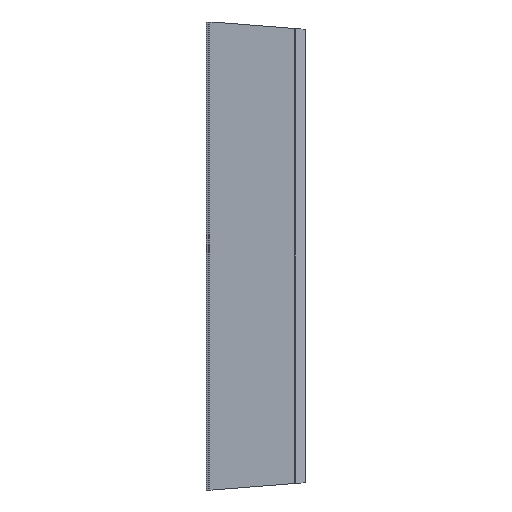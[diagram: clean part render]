
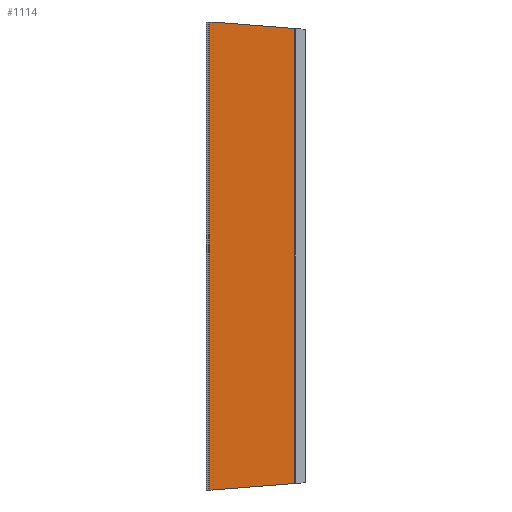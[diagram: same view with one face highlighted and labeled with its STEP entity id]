
A CAD part, front view. The second image highlights one B-rep face of the part: STEP entity #1114.
In plain terms, the highlighted free-form (B-spline) face has degree [1, 1] with [2, 2] control points.
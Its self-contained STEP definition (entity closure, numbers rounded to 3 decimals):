
#26 = VERTEX_POINT ( 'NONE', #488 ) ;
#153 = ORIENTED_EDGE ( 'NONE', *, *, #1517, .T. ) ;
#168 = VERTEX_POINT ( 'NONE', #393 ) ;
#175 = EDGE_CURVE ( 'NONE', #26, #750, #1230, .T. ) ;
#196 = FACE_OUTER_BOUND ( 'NONE', #764, .T. ) ;
#206 = CARTESIAN_POINT ( 'NONE',  ( 247.248, 140.996, 2308. ) ) ;
#210 = EDGE_CURVE ( 'NONE', #1409, #1040, #559, .T. ) ;
#281 = B_SPLINE_CURVE_WITH_KNOTS ( 'NONE', 1,
 ( #1178, #1076 ),
 .UNSPECIFIED., .F., .F.,
 ( 2, 2 ),
 ( 0., 1. ),
 .UNSPECIFIED. ) ;
#354 = CARTESIAN_POINT ( 'NONE',  ( 247.248, 140.996, 0. ) ) ;
#360 = EDGE_CURVE ( 'NONE', #750, #1222, #518, .T. ) ;
#373 = EDGE_CURVE ( 'NONE', #168, #26, #375, .T. ) ;
#375 = B_SPLINE_CURVE_WITH_KNOTS ( 'NONE', 3,
 ( #1254, #1497, #1240, #1356 ),
 .UNSPECIFIED., .F., .F.,
 ( 4, 4 ),
 ( 0., 1. ),
 .UNSPECIFIED. ) ;
#385 = CARTESIAN_POINT ( 'NONE',  ( 667.272, 140.996, 31.929 ) ) ;
#393 = CARTESIAN_POINT ( 'NONE',  ( 667.272, 140.996, 2276.071 ) ) ;
#444 = CARTESIAN_POINT ( 'NONE',  ( 667.272, 140.996, 31.929 ) ) ;
#456 = CARTESIAN_POINT ( 'NONE',  ( 261.578, 140.996, 0. ) ) ;
#488 = CARTESIAN_POINT ( 'NONE',  ( 261.578, 140.996, 2308. ) ) ;
#518 = B_SPLINE_CURVE_WITH_KNOTS ( 'NONE', 1,
 ( #546, #841 ),
 .UNSPECIFIED., .F., .F.,
 ( 2, 2 ),
 ( 0., 1. ),
 .UNSPECIFIED. ) ;
#546 = CARTESIAN_POINT ( 'NONE',  ( 247.248, 140.996, 2308. ) ) ;
#559 = B_SPLINE_CURVE_WITH_KNOTS ( 'NONE', 3,
 ( #652, #564, #794, #444 ),
 .UNSPECIFIED., .F., .F.,
 ( 4, 4 ),
 ( 0., 1. ),
 .UNSPECIFIED. ) ;
#564 = CARTESIAN_POINT ( 'NONE',  ( 396.81, 140.996, 10.643 ) ) ;
#566 = ORIENTED_EDGE ( 'NONE', *, *, #1011, .T. ) ;
#639 = ORIENTED_EDGE ( 'NONE', *, *, #210, .T. ) ;
#652 = CARTESIAN_POINT ( 'NONE',  ( 261.578, 140.996, 0. ) ) ;
#732 = CARTESIAN_POINT ( 'NONE',  ( 667.272, 140.996, 2276.071 ) ) ;
#750 = VERTEX_POINT ( 'NONE', #1021 ) ;
#764 = EDGE_LOOP ( 'NONE', ( #153, #639, #566, #1512, #1423, #1380 ) ) ;
#769 = CARTESIAN_POINT ( 'NONE',  ( 247.248, 140.996, 2308. ) ) ;
#794 = CARTESIAN_POINT ( 'NONE',  ( 532.041, 140.996, 21.286 ) ) ;
#841 = CARTESIAN_POINT ( 'NONE',  ( 247.248, 140.996, 0. ) ) ;
#943 = CARTESIAN_POINT ( 'NONE',  ( 667.272, 140.996, 0. ) ) ;
#993 = B_SPLINE_SURFACE_WITH_KNOTS ( 'NONE', 1, 1, ( 
 ( #206, #1296 ),
 ( #1149, #943 ) ),
 .UNSPECIFIED., .F., .F., .F.,
 ( 2, 2 ),
 ( 2, 2 ),
 ( 0., 1. ),
 ( 0., 1. ),
 .UNSPECIFIED. ) ;
#1011 = EDGE_CURVE ( 'NONE', #1040, #168, #1525, .T. ) ;
#1021 = CARTESIAN_POINT ( 'NONE',  ( 247.248, 140.996, 2308. ) ) ;
#1040 = VERTEX_POINT ( 'NONE', #385 ) ;
#1076 = CARTESIAN_POINT ( 'NONE',  ( 261.578, 140.996, 0. ) ) ;
#1092 = CARTESIAN_POINT ( 'NONE',  ( 667.272, 140.996, 31.929 ) ) ;
#1114 = ADVANCED_FACE ( 'NONE', ( #196 ), #993, .T. ) ;
#1149 = CARTESIAN_POINT ( 'NONE',  ( 247.248, 140.996, 0. ) ) ;
#1178 = CARTESIAN_POINT ( 'NONE',  ( 247.248, 140.996, 0. ) ) ;
#1222 = VERTEX_POINT ( 'NONE', #354 ) ;
#1230 = B_SPLINE_CURVE_WITH_KNOTS ( 'NONE', 1,
 ( #1453, #769 ),
 .UNSPECIFIED., .F., .F.,
 ( 2, 2 ),
 ( 0., 1. ),
 .UNSPECIFIED. ) ;
#1240 = CARTESIAN_POINT ( 'NONE',  ( 396.81, 140.996, 2297.357 ) ) ;
#1254 = CARTESIAN_POINT ( 'NONE',  ( 667.272, 140.996, 2276.071 ) ) ;
#1296 = CARTESIAN_POINT ( 'NONE',  ( 667.272, 140.996, 2308. ) ) ;
#1356 = CARTESIAN_POINT ( 'NONE',  ( 261.578, 140.996, 2308. ) ) ;
#1380 = ORIENTED_EDGE ( 'NONE', *, *, #360, .T. ) ;
#1409 = VERTEX_POINT ( 'NONE', #456 ) ;
#1423 = ORIENTED_EDGE ( 'NONE', *, *, #175, .T. ) ;
#1453 = CARTESIAN_POINT ( 'NONE',  ( 261.578, 140.996, 2308. ) ) ;
#1497 = CARTESIAN_POINT ( 'NONE',  ( 532.041, 140.996, 2286.714 ) ) ;
#1512 = ORIENTED_EDGE ( 'NONE', *, *, #373, .T. ) ;
#1517 = EDGE_CURVE ( 'NONE', #1222, #1409, #281, .T. ) ;
#1525 = B_SPLINE_CURVE_WITH_KNOTS ( 'NONE', 1,
 ( #1092, #732 ),
 .UNSPECIFIED., .F., .F.,
 ( 2, 2 ),
 ( 0., 1. ),
 .UNSPECIFIED. ) ;
